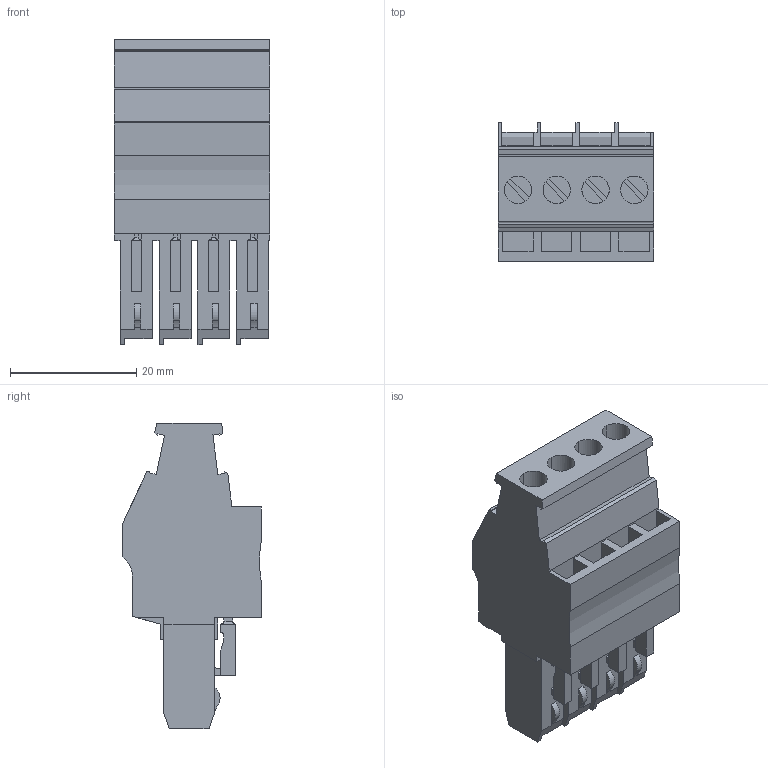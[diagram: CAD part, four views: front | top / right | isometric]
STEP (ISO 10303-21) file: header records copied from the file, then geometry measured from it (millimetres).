
FILE_DESCRIPTION(('Creo Elements/Direct Modeling STEP Export'),'2;1');
FILE_NAME('model.stp','2019-03-21T 0:22:25',(''),(''),'Creo Elements/Direct Modeling STEP processor for AP214 (Solid Model)','Creo Elements/Direct Modeling 20.1A 29-Sep-2018 (C) Parametric Technology GmbH','');
FILE_SCHEMA(('AUTOMOTIVE_DESIGN { 1 0 10303 214 1 1 1 1 }'));
Length unit declared in the file: millimetre
Products named in the file (2): UPBV_4_4-select
Assembly tree (1 placements, depth 2):
  UPBV_4_4-select
    UPBV_4_4-select
Bounding box: 24.6 x 22 x 48.48 mm (x, y, z)
Volume: 12596.5 mm3; surface area: 8585.7 mm2
Topology: 1 solids, 1 shells, 597 faces, 1641 edges, 1062 vertices
Faces by surface type: plane 424, cylinder 141, bspline 32
Entity records: 30206 total; most frequent: CARTESIAN_POINT 10012, ORIENTED_EDGE 3282, DIRECTION 3043, EDGE_CURVE 1641, VECTOR 1289, LINE 1289, VERTEX_POINT 1062, AXIS2_PLACEMENT_3D 877
